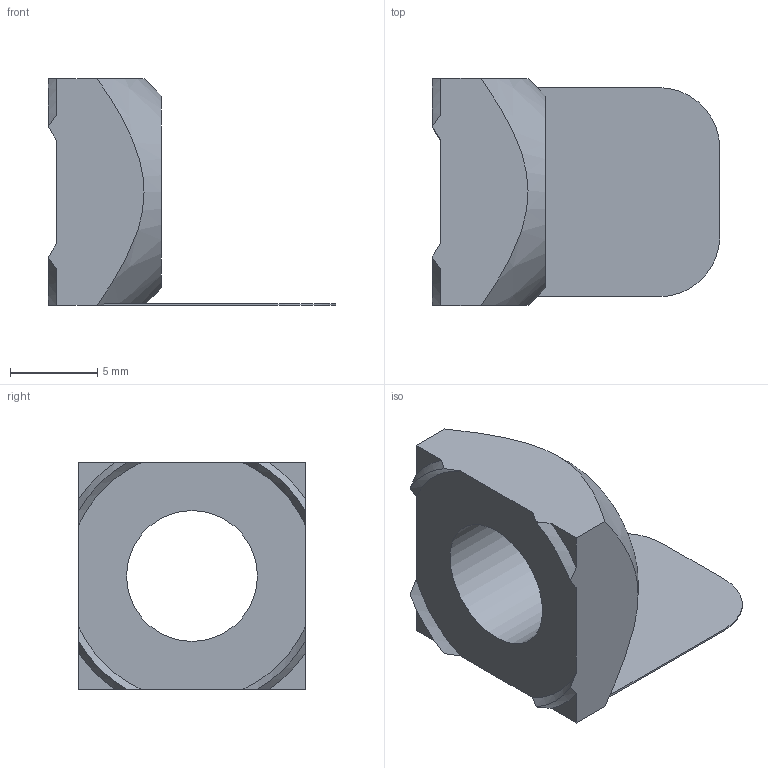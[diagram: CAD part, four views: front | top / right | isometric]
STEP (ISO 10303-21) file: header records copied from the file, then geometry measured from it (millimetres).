
FILE_DESCRIPTION(/* description */ (''),/* implementation_level */ '2;1');
FILE_NAME(/* name */ '210802ESD.stp',/* time_stamp */ '2022-09-20T13:33:49+02:00',/* author */ ('aluteckkpl_tw'),/* organization */ (''),/* preprocessor_version */ 'ST-DEVELOPER v18.1',/* originating_system */ 'Autodesk Inventor 2021',/* authorisation */ '');
FILE_SCHEMA (('AP203_CONFIGURATION_CONTROLLED_3D_DESIGN_OF_MECHANICAL_PARTS_AND_ASSEMBLIES_MIM_LF { 1 0 10303 203 3 1 4 }','AUTOMOTIVE_DESIGN { 1 0 10303 214 3 1 1 }','INTEGRATED_CNC_SCHEMA'));
Length unit declared in the file: millimetre
Products named in the file (1): 210802ESD-ZP
Bounding box: 16.5 x 13 x 13 mm (x, y, z)
Volume: 680.2 mm3; surface area: 916.9 mm2
Topology: 1 solids, 1 shells, 26 faces, 74 edges, 50 vertices
Faces by surface type: plane 14, cone 9, cylinder 3
Full cylindrical faces by diameter (mm): 7.5 x1
Entity records: 884 total; most frequent: CARTESIAN_POINT 201, ORIENTED_EDGE 148, DIRECTION 124, EDGE_CURVE 74, VERTEX_POINT 50, AXIS2_PLACEMENT_3D 48, EDGE_LOOP 28, LINE 28
